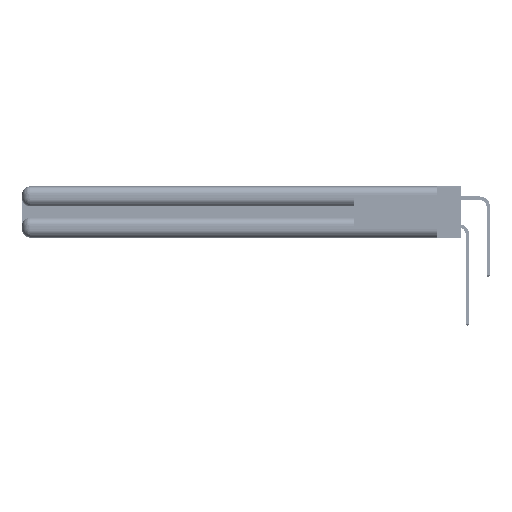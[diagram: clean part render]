
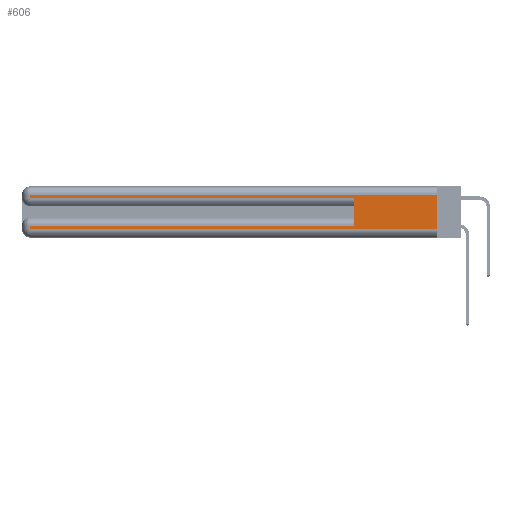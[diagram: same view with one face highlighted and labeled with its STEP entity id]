
A CAD part, left-side view. The second image highlights one B-rep face of the part: STEP entity #606.
In plain terms, the highlighted planar face has unit normal (-1, 0, 0).
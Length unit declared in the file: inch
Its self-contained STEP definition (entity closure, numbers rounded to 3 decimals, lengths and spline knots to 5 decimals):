
#296 = CARTESIAN_POINT ( 'NONE',  ( 0., 0., 0.31 ) ) ;
#606 = ADVANCED_FACE ( 'NONE', ( #46450 ), #34715, .F. ) ;
#1041 = VERTEX_POINT ( 'NONE', #24879 ) ;
#1418 = ORIENTED_EDGE ( 'NONE', *, *, #21199, .T. ) ;
#1584 = DIRECTION ( 'NONE',  ( 0., 0., -1. ) ) ;
#3156 = AXIS2_PLACEMENT_3D ( 'NONE', #39101, #12718, #43457 ) ;
#3675 = VECTOR ( 'NONE', #1584, 39.37008 ) ;
#5793 = VECTOR ( 'NONE', #55211, 39.37008 ) ;
#7043 = EDGE_LOOP ( 'NONE', ( #28406, #11641, #34909, #54308, #37211, #10665, #1418, #31496 ) ) ;
#7060 = EDGE_CURVE ( 'NONE', #23034, #14239, #26635, .T. ) ;
#7255 = VERTEX_POINT ( 'NONE', #296 ) ;
#7698 = CARTESIAN_POINT ( 'NONE',  ( 0., 2.94, 0.06 ) ) ;
#8124 = CARTESIAN_POINT ( 'NONE',  ( 0., 2.94, 0.37 ) ) ;
#9120 = LINE ( 'NONE', #8124, #54426 ) ;
#10665 = ORIENTED_EDGE ( 'NONE', *, *, #47525, .T. ) ;
#11468 = EDGE_CURVE ( 'NONE', #36216, #53700, #44559, .T. ) ;
#11641 = ORIENTED_EDGE ( 'NONE', *, *, #32295, .T. ) ;
#12616 = DIRECTION ( 'NONE',  ( 0., -1., 0. ) ) ;
#12718 = DIRECTION ( 'NONE',  ( 1., 0., 0. ) ) ;
#12881 = VECTOR ( 'NONE', #25967, 39.37008 ) ;
#13994 = CARTESIAN_POINT ( 'NONE',  ( 0., 0., 0.31 ) ) ;
#14239 = VERTEX_POINT ( 'NONE', #32098 ) ;
#15021 = CARTESIAN_POINT ( 'NONE',  ( 0., 2.94, 0.37 ) ) ;
#20830 = CARTESIAN_POINT ( 'NONE',  ( 0., 0., 0.37 ) ) ;
#20871 = EDGE_CURVE ( 'NONE', #30097, #23034, #27218, .T. ) ;
#20975 = DIRECTION ( 'NONE',  ( 0., -1., 0. ) ) ;
#21199 = EDGE_CURVE ( 'NONE', #37484, #36216, #9120, .T. ) ;
#23034 = VERTEX_POINT ( 'NONE', #39632 ) ;
#24677 = LINE ( 'NONE', #39197, #12881 ) ;
#24879 = CARTESIAN_POINT ( 'NONE',  ( 0., 0.6, 0.085 ) ) ;
#25967 = DIRECTION ( 'NONE',  ( 0., 0., 1. ) ) ;
#26054 = LINE ( 'NONE', #20830, #36354 ) ;
#26635 = LINE ( 'NONE', #34210, #35577 ) ;
#27218 = LINE ( 'NONE', #15021, #3675 ) ;
#27571 = VECTOR ( 'NONE', #53367, 39.37008 ) ;
#28406 = ORIENTED_EDGE ( 'NONE', *, *, #51601, .F. ) ;
#30097 = VERTEX_POINT ( 'NONE', #36214 ) ;
#31496 = ORIENTED_EDGE ( 'NONE', *, *, #11468, .T. ) ;
#32098 = CARTESIAN_POINT ( 'NONE',  ( 0., 0.6, 0.285 ) ) ;
#32295 = EDGE_CURVE ( 'NONE', #7255, #30097, #47859, .T. ) ;
#34210 = CARTESIAN_POINT ( 'NONE',  ( 0., 0., 0.285 ) ) ;
#34715 = PLANE ( 'NONE',  #3156 ) ;
#34909 = ORIENTED_EDGE ( 'NONE', *, *, #20871, .T. ) ;
#35577 = VECTOR ( 'NONE', #20975, 39.37008 ) ;
#36214 = CARTESIAN_POINT ( 'NONE',  ( 0., 2.94, 0.31 ) ) ;
#36216 = VERTEX_POINT ( 'NONE', #7698 ) ;
#36354 = VECTOR ( 'NONE', #38472, 39.37008 ) ;
#37211 = ORIENTED_EDGE ( 'NONE', *, *, #46445, .F. ) ;
#37484 = VERTEX_POINT ( 'NONE', #41464 ) ;
#38472 = DIRECTION ( 'NONE',  ( 0., 0., -1. ) ) ;
#39101 = CARTESIAN_POINT ( 'NONE',  ( 0., 0., 0.37 ) ) ;
#39197 = CARTESIAN_POINT ( 'NONE',  ( 0., 0.6, 0.145 ) ) ;
#39632 = CARTESIAN_POINT ( 'NONE',  ( 0., 2.94, 0.285 ) ) ;
#41464 = CARTESIAN_POINT ( 'NONE',  ( 0., 2.94, 0.085 ) ) ;
#42887 = CARTESIAN_POINT ( 'NONE',  ( 0., 0., 0.085 ) ) ;
#43370 = CARTESIAN_POINT ( 'NONE',  ( 0., 0., 0.06 ) ) ;
#43457 = DIRECTION ( 'NONE',  ( 0., 0., -1. ) ) ;
#43760 = CARTESIAN_POINT ( 'NONE',  ( 0., 0., 0.06 ) ) ;
#44559 = LINE ( 'NONE', #43370, #54733 ) ;
#46445 = EDGE_CURVE ( 'NONE', #1041, #14239, #24677, .T. ) ;
#46450 = FACE_OUTER_BOUND ( 'NONE', #7043, .T. ) ;
#47525 = EDGE_CURVE ( 'NONE', #1041, #37484, #52477, .T. ) ;
#47859 = LINE ( 'NONE', #13994, #27571 ) ;
#51601 = EDGE_CURVE ( 'NONE', #7255, #53700, #26054, .T. ) ;
#52068 = DIRECTION ( 'NONE',  ( 0., 0., -1. ) ) ;
#52477 = LINE ( 'NONE', #42887, #5793 ) ;
#53367 = DIRECTION ( 'NONE',  ( 0., 1., 0. ) ) ;
#53700 = VERTEX_POINT ( 'NONE', #43760 ) ;
#54308 = ORIENTED_EDGE ( 'NONE', *, *, #7060, .T. ) ;
#54426 = VECTOR ( 'NONE', #52068, 39.37008 ) ;
#54733 = VECTOR ( 'NONE', #12616, 39.37008 ) ;
#55211 = DIRECTION ( 'NONE',  ( 0., 1., 0. ) ) ;
